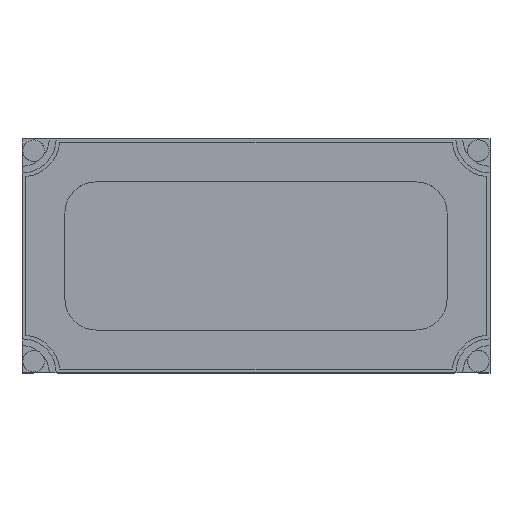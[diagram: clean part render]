
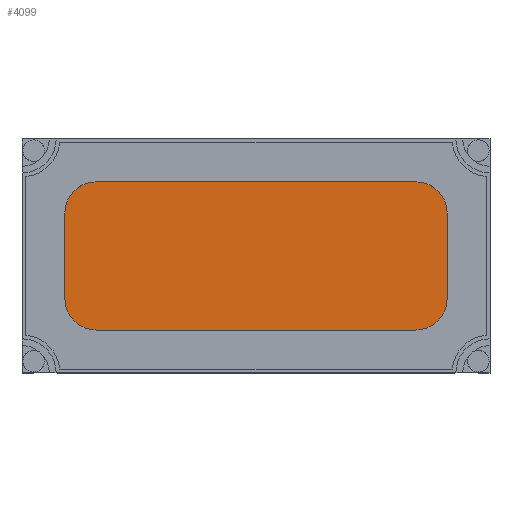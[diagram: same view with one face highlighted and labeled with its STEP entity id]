
A CAD part, top view. The second image highlights one B-rep face of the part: STEP entity #4099.
In plain terms, the highlighted planar face has unit normal (0, 0, 1).
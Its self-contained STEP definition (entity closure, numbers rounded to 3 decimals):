
#3908 = VERTEX_POINT('',#3909);
#3909 = CARTESIAN_POINT('',(-4.9,1.1,1.6));
#3917 = VERTEX_POINT('',#3918);
#3918 = CARTESIAN_POINT('',(-4.9,-1.1,1.6));
#3924 = EDGE_CURVE('',#3908,#3917,#3925,.T.);
#3925 = LINE('',#3926,#3927);
#3926 = CARTESIAN_POINT('',(-4.9,1.1,1.6));
#3927 = VECTOR('',#3928,1.);
#3928 = DIRECTION('',(0.,-1.,0.));
#3941 = VERTEX_POINT('',#3942);
#3942 = CARTESIAN_POINT('',(-4.1,-1.9,1.6));
#3948 = EDGE_CURVE('',#3917,#3941,#3949,.T.);
#3949 = CIRCLE('',#3950,0.8);
#3950 = AXIS2_PLACEMENT_3D('',#3951,#3952,#3953);
#3951 = CARTESIAN_POINT('',(-4.1,-1.1,1.6));
#3952 = DIRECTION('',(0.,0.,1.));
#3953 = DIRECTION('',(1.,0.,0.));
#3966 = VERTEX_POINT('',#3967);
#3967 = CARTESIAN_POINT('',(4.1,-1.9,1.6));
#3973 = EDGE_CURVE('',#3941,#3966,#3974,.T.);
#3974 = LINE('',#3975,#3976);
#3975 = CARTESIAN_POINT('',(-4.1,-1.9,1.6));
#3976 = VECTOR('',#3977,1.);
#3977 = DIRECTION('',(1.,0.,0.));
#3990 = VERTEX_POINT('',#3991);
#3991 = CARTESIAN_POINT('',(4.9,-1.1,1.6));
#3997 = EDGE_CURVE('',#3966,#3990,#3998,.T.);
#3998 = CIRCLE('',#3999,0.8);
#3999 = AXIS2_PLACEMENT_3D('',#4000,#4001,#4002);
#4000 = CARTESIAN_POINT('',(4.1,-1.1,1.6));
#4001 = DIRECTION('',(0.,0.,1.));
#4002 = DIRECTION('',(1.,0.,0.));
#4015 = VERTEX_POINT('',#4016);
#4016 = CARTESIAN_POINT('',(4.9,1.1,1.6));
#4022 = EDGE_CURVE('',#3990,#4015,#4023,.T.);
#4023 = LINE('',#4024,#4025);
#4024 = CARTESIAN_POINT('',(4.9,-1.1,1.6));
#4025 = VECTOR('',#4026,1.);
#4026 = DIRECTION('',(0.,1.,0.));
#4039 = VERTEX_POINT('',#4040);
#4040 = CARTESIAN_POINT('',(4.1,1.9,1.6));
#4046 = EDGE_CURVE('',#4015,#4039,#4047,.T.);
#4047 = CIRCLE('',#4048,0.8);
#4048 = AXIS2_PLACEMENT_3D('',#4049,#4050,#4051);
#4049 = CARTESIAN_POINT('',(4.1,1.1,1.6));
#4050 = DIRECTION('',(0.,0.,1.));
#4051 = DIRECTION('',(1.,0.,0.));
#4064 = VERTEX_POINT('',#4065);
#4065 = CARTESIAN_POINT('',(-4.1,1.9,1.6));
#4071 = EDGE_CURVE('',#4039,#4064,#4072,.T.);
#4072 = LINE('',#4073,#4074);
#4073 = CARTESIAN_POINT('',(4.1,1.9,1.6));
#4074 = VECTOR('',#4075,1.);
#4075 = DIRECTION('',(-1.,0.,0.));
#4088 = EDGE_CURVE('',#4064,#3908,#4089,.T.);
#4089 = CIRCLE('',#4090,0.8);
#4090 = AXIS2_PLACEMENT_3D('',#4091,#4092,#4093);
#4091 = CARTESIAN_POINT('',(-4.1,1.1,1.6));
#4092 = DIRECTION('',(0.,0.,1.));
#4093 = DIRECTION('',(1.,0.,0.));
#4099 = ADVANCED_FACE('',(#4100),#4110,.T.);
#4100 = FACE_BOUND('',#4101,.T.);
#4101 = EDGE_LOOP('',(#4102,#4103,#4104,#4105,#4106,#4107,#4108,#4109));
#4102 = ORIENTED_EDGE('',*,*,#4088,.T.);
#4103 = ORIENTED_EDGE('',*,*,#3924,.T.);
#4104 = ORIENTED_EDGE('',*,*,#3948,.T.);
#4105 = ORIENTED_EDGE('',*,*,#3973,.T.);
#4106 = ORIENTED_EDGE('',*,*,#3997,.T.);
#4107 = ORIENTED_EDGE('',*,*,#4022,.T.);
#4108 = ORIENTED_EDGE('',*,*,#4046,.T.);
#4109 = ORIENTED_EDGE('',*,*,#4071,.T.);
#4110 = PLANE('',#4111);
#4111 = AXIS2_PLACEMENT_3D('',#4112,#4113,#4114);
#4112 = CARTESIAN_POINT('',(0.,0.,1.6));
#4113 = DIRECTION('',(0.,0.,1.));
#4114 = DIRECTION('',(1.,0.,0.));
